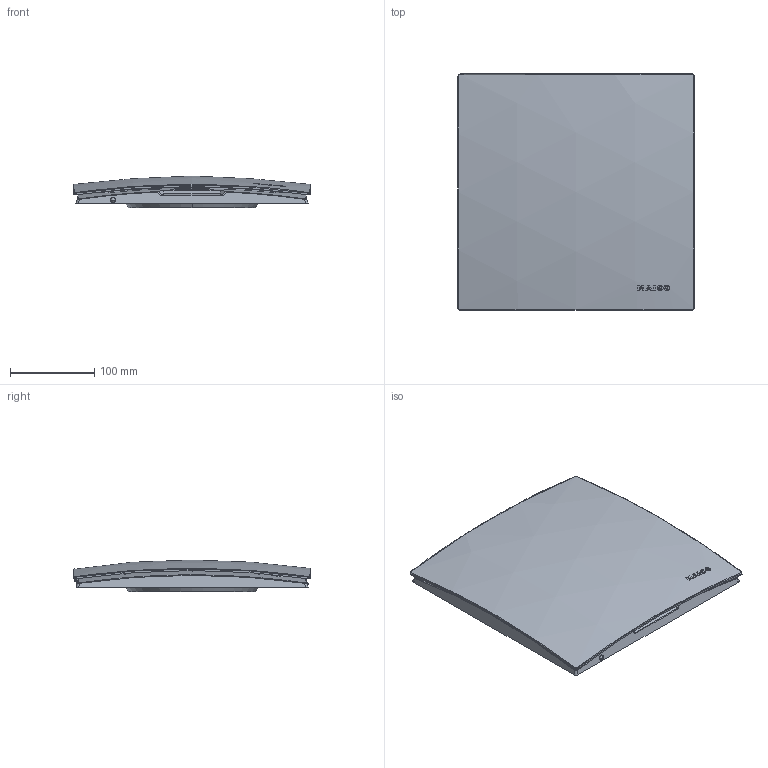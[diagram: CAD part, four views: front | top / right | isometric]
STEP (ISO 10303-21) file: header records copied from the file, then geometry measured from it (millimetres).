
FILE_DESCRIPTION(('Creo Elements/Direct Modeling STEP Export'),'2;1');
FILE_NAME('0084.0362_0084.0363 ER-AK_AH.stp','2019-03-26T14:30:24',(''),(''),'PTC Creo Elements/Direct Modeling STEP processor for AP214 (Solid Model)','PTC Creo Elements/Direct Modeling 19.0C 15-Aug-2015 (C) Parametric Technology GmbH','');
FILE_SCHEMA(('AUTOMOTIVE_DESIGN { 1 0 10303 214 1 1 1 1 }'));
Products named in the file (1): 0084.0362_Dummy
Bounding box: 281 x 281.17 x 37.82 mm (x, y, z)
Volume: 1563110.6 mm3; surface area: 330854.6 mm2
Topology: 1 solids, 16 shells, 566 faces, 1345 edges, 859 vertices
Faces by surface type: plane 212, cylinder 117, cone 74, bspline 57, sphere 55, torus 32, revolution 10, extrusion 9
Entity records: 49642 total; most frequent: CARTESIAN_POINT 37507, ORIENTED_EDGE 2670, DIRECTION 2133, EDGE_CURVE 1335, VERTEX_POINT 861, AXIS2_PLACEMENT_3D 848, EDGE_LOOP 640, FACE_OUTER_BOUND 566
